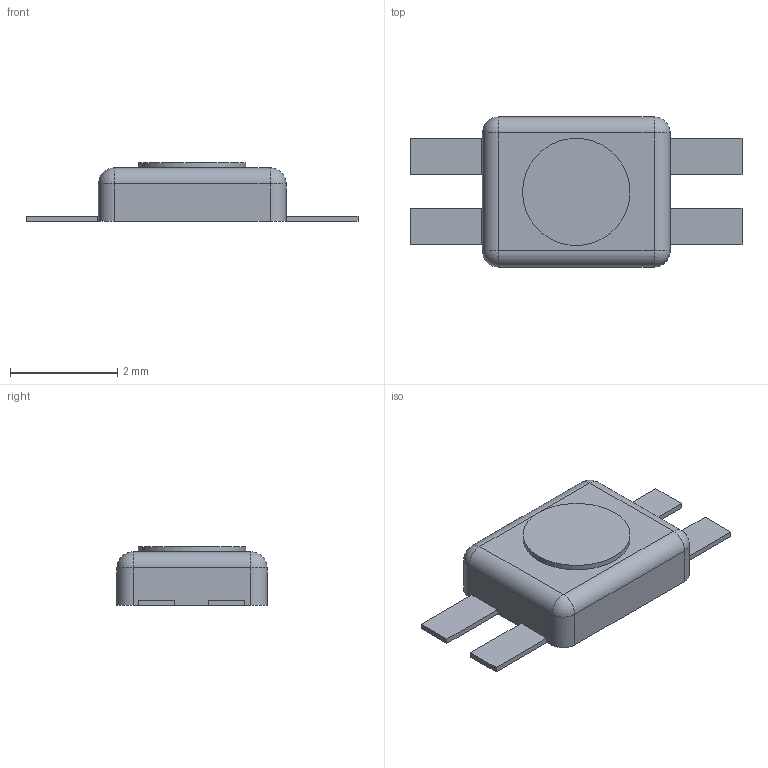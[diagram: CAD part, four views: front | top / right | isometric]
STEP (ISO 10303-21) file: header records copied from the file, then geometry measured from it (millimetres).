
FILE_DESCRIPTION(/* description */ (''),/* implementation_level */ '2;1');
FILE_NAME(/* name */ 'LED v2.step',/* time_stamp */ '2020-12-28T20:22:55+06:00',/* author */ (''),/* organization */ (''),/* preprocessor_version */ 'ST-DEVELOPER v18.1',/* originating_system */ 'Autodesk Translation Framework v9.7.1.1290',/* authorisation */ '');
FILE_SCHEMA (('AUTOMOTIVE_DESIGN { 1 0 10303 214 3 1 1 }'));
Length unit declared in the file: millimetre
Products named in the file (1): (Unsaved)
Bounding box: 6.19 x 2.8 x 1.1 mm (x, y, z)
Volume: 10.2 mm3; surface area: 39.2 mm2
Topology: 3 solids, 3 shells, 40 faces, 87 edges, 54 vertices
Faces by surface type: plane 27, cylinder 9, sphere 4
Full cylindrical faces by diameter (mm): 2 x1
Entity records: 1145 total; most frequent: DIRECTION 187, CARTESIAN_POINT 182, ORIENTED_EDGE 174, EDGE_CURVE 87, LINE 69, VECTOR 69, AXIS2_PLACEMENT_3D 59, VERTEX_POINT 54
